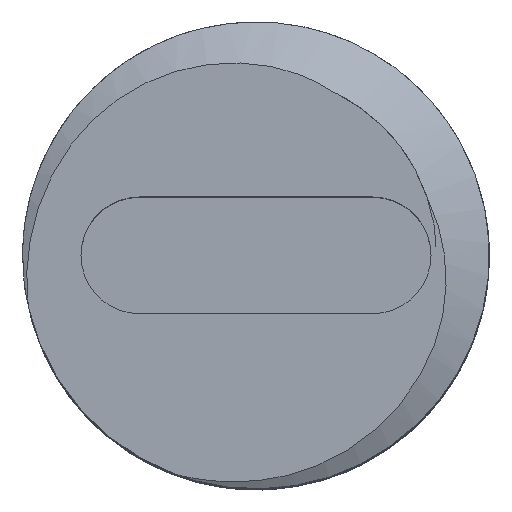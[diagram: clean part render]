
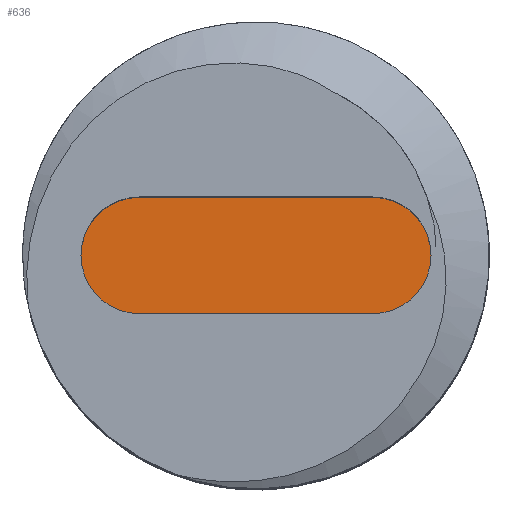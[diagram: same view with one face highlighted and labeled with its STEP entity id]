
A CAD part, top view. The second image highlights one B-rep face of the part: STEP entity #636.
In plain terms, the highlighted planar face has unit normal (0, 0, 1).
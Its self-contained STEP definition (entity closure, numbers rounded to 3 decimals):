
#21=PLANE('',#700);
#53=FACE_OUTER_BOUND('',#88,.T.);
#88=EDGE_LOOP('',(#502,#503,#504,#505));
#101=CIRCLE('',#695,0.5);
#103=CIRCLE('',#699,0.5);
#185=LINE('',#5111,#217);
#190=LINE('',#5124,#222);
#217=VECTOR('',#795,10.);
#222=VECTOR('',#808,10.);
#280=VERTEX_POINT('',#5108);
#281=VERTEX_POINT('',#5110);
#283=VERTEX_POINT('',#5116);
#285=VERTEX_POINT('',#5122);
#368=EDGE_CURVE('',#280,#281,#185,.T.);
#372=EDGE_CURVE('',#283,#280,#101,.T.);
#375=EDGE_CURVE('',#285,#283,#190,.T.);
#377=EDGE_CURVE('',#281,#285,#103,.T.);
#502=ORIENTED_EDGE('',*,*,#377,.F.);
#503=ORIENTED_EDGE('',*,*,#368,.F.);
#504=ORIENTED_EDGE('',*,*,#372,.F.);
#505=ORIENTED_EDGE('',*,*,#375,.F.);
#636=ADVANCED_FACE('',(#53),#21,.T.);
#695=AXIS2_PLACEMENT_3D('',#5118,#802,#803);
#699=AXIS2_PLACEMENT_3D('',#5127,#813,#814);
#700=AXIS2_PLACEMENT_3D('',#5128,#815,#816);
#795=DIRECTION('',(1.,0.,0.));
#802=DIRECTION('center_axis',(0.,0.,-1.));
#803=DIRECTION('ref_axis',(0.,1.,0.));
#808=DIRECTION('',(-1.,0.,0.));
#813=DIRECTION('center_axis',(0.,0.,-1.));
#814=DIRECTION('ref_axis',(0.,-1.,0.));
#815=DIRECTION('center_axis',(0.,0.,1.));
#816=DIRECTION('ref_axis',(1.,0.,0.));
#5108=CARTESIAN_POINT('',(-1.,0.5,-2.));
#5110=CARTESIAN_POINT('',(1.,0.5,-2.));
#5111=CARTESIAN_POINT('',(1.,0.5,-2.));
#5116=CARTESIAN_POINT('',(-1.,-0.5,-2.));
#5118=CARTESIAN_POINT('Origin',(-1.,0.,-2.));
#5122=CARTESIAN_POINT('',(1.,-0.5,-2.));
#5124=CARTESIAN_POINT('',(-1.,-0.5,-2.));
#5127=CARTESIAN_POINT('Origin',(1.,0.,-2.));
#5128=CARTESIAN_POINT('Origin',(0.,0.,-2.));
